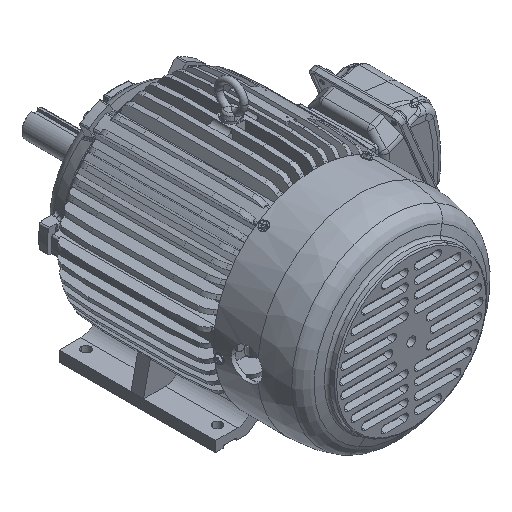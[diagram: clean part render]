
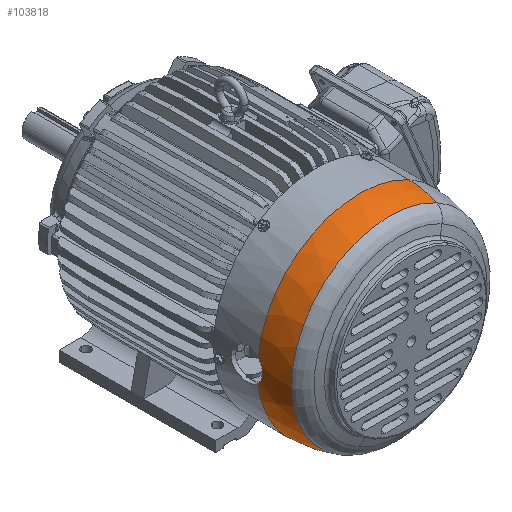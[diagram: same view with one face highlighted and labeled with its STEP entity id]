
A CAD part, isometric view. The second image highlights one B-rep face of the part: STEP entity #103818.
In plain terms, the highlighted spherical face has radius 163.5 mm.
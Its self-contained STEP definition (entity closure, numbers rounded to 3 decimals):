
#98612=CARTESIAN_POINT('Axis2P3D Location',(0.,-205.,0.)) ;
#98621=CARTESIAN_POINT('Vertex',(-78.386,-205.,-143.485)) ;
#98628=CARTESIAN_POINT('Vertex',(-74.953,-252.855,-137.201)) ;
#98631=CARTESIAN_POINT('Axis2P3D Location',(0.,-205.,0.)) ;
#98652=CARTESIAN_POINT('Vertex',(74.953,-252.855,137.201)) ;
#98683=CARTESIAN_POINT('Axis2P3D Location',(0.,-252.855,0.)) ;
#102431=CARTESIAN_POINT('Vertex',(-162.469,-205.,-18.33)) ;
#102435=CARTESIAN_POINT('Control Point',(-162.469,-205.,-18.33)) ;
#102436=CARTESIAN_POINT('Control Point',(-162.863,-208.766,-14.838)) ;
#102437=CARTESIAN_POINT('Control Point',(-163.157,-211.584,-10.302)) ;
#102438=CARTESIAN_POINT('Control Point',(-163.304,-213.,-5.148)) ;
#102439=CARTESIAN_POINT('Control Point',(-163.304,-213.,0.)) ;
#102440=CARTESIAN_POINT('Vertex',(-163.304,-213.,0.)) ;
#102924=CARTESIAN_POINT('Control Point',(-162.469,-205.,18.33)) ;
#102925=CARTESIAN_POINT('Control Point',(-162.863,-208.766,14.838)) ;
#102926=CARTESIAN_POINT('Control Point',(-163.157,-211.584,10.302)) ;
#102927=CARTESIAN_POINT('Control Point',(-163.304,-213.,5.148)) ;
#102928=CARTESIAN_POINT('Control Point',(-163.304,-213.,0.)) ;
#102929=CARTESIAN_POINT('Vertex',(-162.469,-205.,18.33)) ;
#103792=CARTESIAN_POINT('Axis2P3D Location',(0.,-205.,0.)) ;
#103797=CARTESIAN_POINT('Axis2P3D Location',(0.,-205.,0.)) ;
#103801=CARTESIAN_POINT('Vertex',(78.386,-205.,143.485)) ;
#103804=CARTESIAN_POINT('Axis2P3D Location',(0.,-205.,0.)) ;
#98613=DIRECTION('Axis2P3D Direction',(0.,1.,0.)) ;
#98614=DIRECTION('Axis2P3D XDirection',(0.479,0.,0.878)) ;
#98632=DIRECTION('Axis2P3D Direction',(0.878,0.,-0.479)) ;
#98684=DIRECTION('Axis2P3D Direction',(0.,1.,0.)) ;
#103793=DIRECTION('Axis2P3D Direction',(0.,1.,0.)) ;
#103798=DIRECTION('Axis2P3D Direction',(-0.878,0.,0.479)) ;
#103805=DIRECTION('Axis2P3D Direction',(0.,1.,0.)) ;
#98615=AXIS2_PLACEMENT_3D('Sphere Axis2P3D',#98612,#98613,#98614) ;
#98633=AXIS2_PLACEMENT_3D('Circle Axis2P3D',#98631,#98632,$) ;
#98685=AXIS2_PLACEMENT_3D('Circle Axis2P3D',#98683,#98684,$) ;
#103794=AXIS2_PLACEMENT_3D('Circle Axis2P3D',#103792,#103793,$) ;
#103799=AXIS2_PLACEMENT_3D('Circle Axis2P3D',#103797,#103798,$) ;
#103806=AXIS2_PLACEMENT_3D('Circle Axis2P3D',#103804,#103805,$) ;
#103810=ORIENTED_EDGE('',*,*,#103796,.F.) ;
#103811=ORIENTED_EDGE('',*,*,#98635,.T.) ;
#103812=ORIENTED_EDGE('',*,*,#98687,.T.) ;
#103813=ORIENTED_EDGE('',*,*,#103803,.F.) ;
#103814=ORIENTED_EDGE('',*,*,#103808,.F.) ;
#103815=ORIENTED_EDGE('',*,*,#102931,.T.) ;
#103816=ORIENTED_EDGE('',*,*,#102442,.F.) ;
#103818=ADVANCED_FACE('31407C370.1',(#103817),#98616,.T.) ;
#102434=B_SPLINE_CURVE_WITH_KNOTS('',4,(#102435,#102436,#102437,#102438,#102439),.UNSPECIFIED.,.F.,.U.,(5,5),(0.,29.138),.UNSPECIFIED.) ;
#102923=B_SPLINE_CURVE_WITH_KNOTS('',4,(#102924,#102925,#102926,#102927,#102928),.UNSPECIFIED.,.F.,.U.,(5,5),(0.,29.138),.UNSPECIFIED.) ;
#98634=CIRCLE('generated circle',#98633,163.5) ;
#98686=CIRCLE('generated circle',#98685,156.34) ;
#103795=CIRCLE('generated circle',#103794,163.5) ;
#103800=CIRCLE('generated circle',#103799,163.5) ;
#103807=CIRCLE('generated circle',#103806,163.5) ;
#98635=EDGE_CURVE('',#98622,#98629,#98634,.F.) ;
#98687=EDGE_CURVE('',#98629,#98653,#98686,.T.) ;
#102442=EDGE_CURVE('',#102432,#102441,#102434,.T.) ;
#102931=EDGE_CURVE('',#102930,#102441,#102923,.T.) ;
#103796=EDGE_CURVE('',#98622,#102432,#103795,.T.) ;
#103803=EDGE_CURVE('',#103802,#98653,#103800,.F.) ;
#103808=EDGE_CURVE('',#102930,#103802,#103807,.T.) ;
#103809=EDGE_LOOP('',(#103810,#103811,#103812,#103813,#103814,#103815,#103816)) ;
#103817=FACE_OUTER_BOUND('',#103809,.T.) ;
#98616=SPHERICAL_SURFACE('',#98615,163.5) ;
#98622=VERTEX_POINT('',#98621) ;
#98629=VERTEX_POINT('',#98628) ;
#98653=VERTEX_POINT('',#98652) ;
#102432=VERTEX_POINT('',#102431) ;
#102441=VERTEX_POINT('',#102440) ;
#102930=VERTEX_POINT('',#102929) ;
#103802=VERTEX_POINT('',#103801) ;
